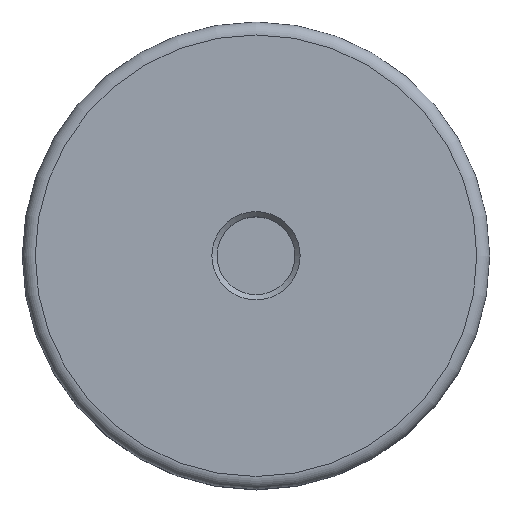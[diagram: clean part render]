
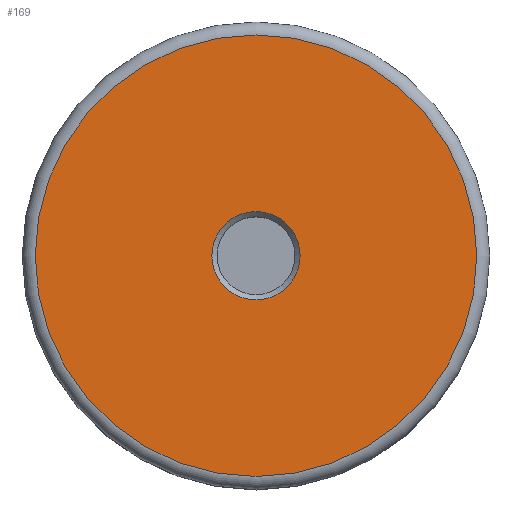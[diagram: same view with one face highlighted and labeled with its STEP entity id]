
A CAD part, top view. The second image highlights one B-rep face of the part: STEP entity #169.
In plain terms, the highlighted planar face has unit normal (0, 0, 1).
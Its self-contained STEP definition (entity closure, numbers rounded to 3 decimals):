
#19=FACE_BOUND('',#62,.T.);
#45=FACE_OUTER_BOUND('',#61,.T.);
#61=EDGE_LOOP('',(#134));
#62=EDGE_LOOP('',(#135));
#74=CIRCLE('',#203,4.25);
#77=CIRCLE('',#207,0.85);
#87=VERTEX_POINT('',#300);
#89=VERTEX_POINT('',#306);
#102=EDGE_CURVE('',#87,#87,#74,.T.);
#105=EDGE_CURVE('',#89,#89,#77,.T.);
#134=ORIENTED_EDGE('',*,*,#102,.F.);
#135=ORIENTED_EDGE('',*,*,#105,.F.);
#153=PLANE('',#206);
#169=ADVANCED_FACE('',(#45,#19),#153,.T.);
#203=AXIS2_PLACEMENT_3D('',#301,#249,#250);
#206=AXIS2_PLACEMENT_3D('',#305,#255,#256);
#207=AXIS2_PLACEMENT_3D('',#307,#257,#258);
#249=DIRECTION('center_axis',(0.,0.,-1.));
#250=DIRECTION('ref_axis',(-1.,0.,0.));
#255=DIRECTION('center_axis',(0.,0.,1.));
#256=DIRECTION('ref_axis',(1.,0.,0.));
#257=DIRECTION('center_axis',(0.,0.,1.));
#258=DIRECTION('ref_axis',(-1.,0.,0.));
#300=CARTESIAN_POINT('',(-4.25,0.,5.5));
#301=CARTESIAN_POINT('Origin',(0.,0.,5.5));
#305=CARTESIAN_POINT('Origin',(0.,0.,5.5));
#306=CARTESIAN_POINT('',(0.85,0.,5.5));
#307=CARTESIAN_POINT('Origin',(0.,0.,5.5));
